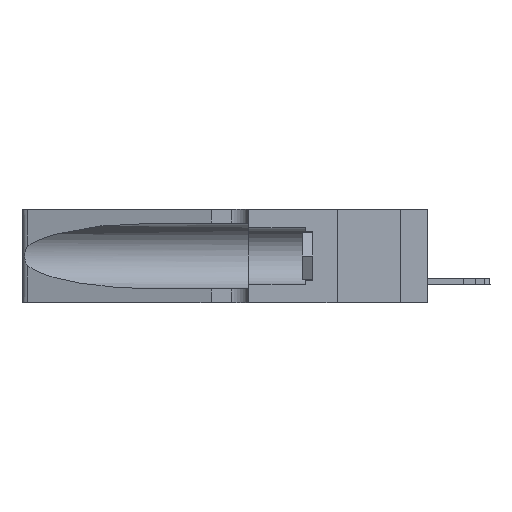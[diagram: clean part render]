
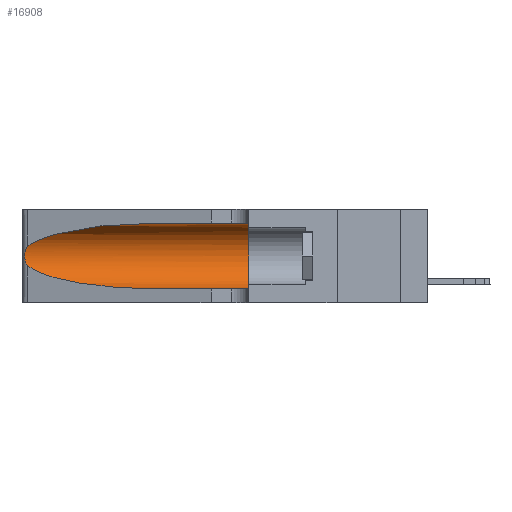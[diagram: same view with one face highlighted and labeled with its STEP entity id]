
A CAD part, left-side view. The second image highlights one B-rep face of the part: STEP entity #16908.
In plain terms, the highlighted cylindrical face has radius 3.308 mm (diameter 6.617 mm), a partial arc.
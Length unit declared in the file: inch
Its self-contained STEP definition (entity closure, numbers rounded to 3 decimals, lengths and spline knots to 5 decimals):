
#4 = DIRECTION ( 'NONE',  ( 0., -1., 0. ) ) ;
#214 = DIRECTION ( 'NONE',  ( 0., -1., 0. ) ) ;
#577 = CARTESIAN_POINT ( 'NONE',  ( 0.25487, 1.22718, 0.14631 ) ) ;
#919 = CARTESIAN_POINT ( 'NONE',  ( 0.26075, 1.23896, 0.19203 ) ) ;
#934 = CARTESIAN_POINT ( 'NONE',  ( 0.1305, 0.72297, 0.31525 ) ) ;
#990 = CARTESIAN_POINT ( 'NONE',  ( 0.26018, 1.23835, 0.19895 ) ) ;
#1492 = FACE_OUTER_BOUND ( 'NONE', #3520, .T. ) ;
#1727 = VERTEX_POINT ( 'NONE', #577 ) ;
#1787 = CARTESIAN_POINT ( 'NONE',  ( 0.25487, 1.22718, 0.14631 ) ) ;
#1859 = CARTESIAN_POINT ( 'NONE',  ( 0.2373, 1.15595, 0.08982 ) ) ;
#2205 = VERTEX_POINT ( 'NONE', #19356 ) ;
#2841 = VERTEX_POINT ( 'NONE', #17062 ) ;
#3428 = EDGE_CURVE ( 'NONE', #20542, #21483, #10700, .T. ) ;
#3520 = EDGE_LOOP ( 'NONE', ( #18422, #18690, #14793, #13402, #5679, #19365 ) ) ;
#3570 = CARTESIAN_POINT ( 'NONE',  ( 0.18966, 0.96281, 0.05475 ) ) ;
#5197 = CARTESIAN_POINT ( 'NONE',  ( 0.1305, 0.35, 0.31525 ) ) ;
#5303 = CARTESIAN_POINT ( 'NONE',  ( 0.1305, 0.72297, 0.05475 ) ) ;
#5509 = DIRECTION ( 'NONE',  ( 0., -1., 0. ) ) ;
#5679 = ORIENTED_EDGE ( 'NONE', *, *, #3428, .F. ) ;
#5983 = CARTESIAN_POINT ( 'NONE',  ( 0.25787, 1.23484, 0.2124 ) ) ;
#6483 = CARTESIAN_POINT ( 'NONE',  ( 0.25789, 1.23486, 0.15765 ) ) ;
#6648 = CARTESIAN_POINT ( 'NONE',  ( 0.1305, 1.61858, 0.05475 ) ) ;
#6895 = EDGE_CURVE ( 'NONE', #7746, #2205, #9387, .T. ) ;
#7003 = EDGE_CURVE ( 'NONE', #2841, #21483, #18257, .T. ) ;
#7093 = EDGE_CURVE ( 'NONE', #1727, #2841, #19600, .T. ) ;
#7412 = VECTOR ( 'NONE', #5509, 39.37008 ) ;
#7675 = LINE ( 'NONE', #19054, #7412 ) ;
#7705 = CARTESIAN_POINT ( 'NONE',  ( 0.25854, 1.2359, 0.20912 ) ) ;
#7746 = VERTEX_POINT ( 'NONE', #10143 ) ;
#8070 = CARTESIAN_POINT ( 'NONE',  ( 0.18966, 0.96281, 0.31525 ) ) ;
#8719 = CARTESIAN_POINT ( 'NONE',  ( 0.1305, 1.61858, 0.185 ) ) ;
#9387 =( BOUNDED_CURVE ( )  B_SPLINE_CURVE ( 3, ( #934, #8070, #18322, #13147 ),
 .UNSPECIFIED., .F., .F. ) 
 B_SPLINE_CURVE_WITH_KNOTS ( ( 4, 4 ),
 ( 1.5708, 2.84003 ),
 .UNSPECIFIED. ) 
 CURVE ( )  GEOMETRIC_REPRESENTATION_ITEM ( )  RATIONAL_B_SPLINE_CURVE ( ( 1., 0.87, 0.87, 1. ) ) 
 REPRESENTATION_ITEM ( '' )  );
#9500 = CARTESIAN_POINT ( 'NONE',  ( 0.25487, 1.22718, 0.22369 ) ) ;
#9565 = CARTESIAN_POINT ( 'NONE',  ( 0.26075, 1.23896, 0.178 ) ) ;
#9706 = CARTESIAN_POINT ( 'NONE',  ( 0.25555, 1.22994, 0.2215 ) ) ;
#9767 = VECTOR ( 'NONE', #4, 39.37008 ) ;
#9995 = CARTESIAN_POINT ( 'NONE',  ( 0.25555, 1.22993, 0.14849 ) ) ;
#10127 = CARTESIAN_POINT ( 'NONE',  ( 0.1305, 0.35, 0.05475 ) ) ;
#10143 = CARTESIAN_POINT ( 'NONE',  ( 0.1305, 0.72297, 0.31525 ) ) ;
#10700 = CIRCLE ( 'NONE', #17016, 0.13025 ) ;
#10858 = CYLINDRICAL_SURFACE ( 'NONE', #10944, 0.13025 ) ;
#10944 = AXIS2_PLACEMENT_3D ( 'NONE', #8719, #214, #17258 ) ;
#11478 = CARTESIAN_POINT ( 'NONE',  ( 0.26017, 1.23833, 0.17102 ) ) ;
#12338 = EDGE_CURVE ( 'NONE', #2205, #1727, #15903, .T. ) ;
#13147 = CARTESIAN_POINT ( 'NONE',  ( 0.25487, 1.22718, 0.22369 ) ) ;
#13203 = CARTESIAN_POINT ( 'NONE',  ( 0.25639, 1.23186, 0.15144 ) ) ;
#13402 = ORIENTED_EDGE ( 'NONE', *, *, #7003, .T. ) ;
#13829 = DIRECTION ( 'NONE',  ( 0., 1., 0. ) ) ;
#14793 = ORIENTED_EDGE ( 'NONE', *, *, #7093, .T. ) ;
#14836 = CARTESIAN_POINT ( 'NONE',  ( 0.25639, 1.23184, 0.21858 ) ) ;
#15458 = CARTESIAN_POINT ( 'NONE',  ( 0.1305, 0.35, 0.185 ) ) ;
#15903 = B_SPLINE_CURVE_WITH_KNOTS ( 'NONE', 3,
 ( #9500, #9706, #14836, #5983, #7705, #990, #919, #9565, #11478, #20103, #6483, #13203, #9995, #18383 ),
 .UNSPECIFIED., .F., .F.,
 ( 4, 2, 2, 2, 2, 2, 4 ),
 ( 0., 0.00027, 0.00053, 0.00107, 0.0016, 0.00187, 0.00214 ),
 .UNSPECIFIED. ) ;
#16908 = ADVANCED_FACE ( 'NONE', ( #1492 ), #10858, .F. ) ;
#17016 = AXIS2_PLACEMENT_3D ( 'NONE', #15458, #13829, #19049 ) ;
#17062 = CARTESIAN_POINT ( 'NONE',  ( 0.1305, 0.72297, 0.05475 ) ) ;
#17258 = DIRECTION ( 'NONE',  ( 0., 0., -1. ) ) ;
#18257 = LINE ( 'NONE', #6648, #9767 ) ;
#18322 = CARTESIAN_POINT ( 'NONE',  ( 0.2373, 1.15595, 0.28018 ) ) ;
#18383 = CARTESIAN_POINT ( 'NONE',  ( 0.25487, 1.22718, 0.14631 ) ) ;
#18422 = ORIENTED_EDGE ( 'NONE', *, *, #6895, .T. ) ;
#18690 = ORIENTED_EDGE ( 'NONE', *, *, #12338, .T. ) ;
#19049 = DIRECTION ( 'NONE',  ( 0., 0., 1. ) ) ;
#19054 = CARTESIAN_POINT ( 'NONE',  ( 0.1305, 1.61858, 0.31525 ) ) ;
#19356 = CARTESIAN_POINT ( 'NONE',  ( 0.25487, 1.22718, 0.22369 ) ) ;
#19365 = ORIENTED_EDGE ( 'NONE', *, *, #20835, .F. ) ;
#19600 =( BOUNDED_CURVE ( )  B_SPLINE_CURVE ( 3, ( #1787, #1859, #3570, #5303 ),
 .UNSPECIFIED., .F., .F. ) 
 B_SPLINE_CURVE_WITH_KNOTS ( ( 4, 4 ),
 ( 3.44316, 4.71239 ),
 .UNSPECIFIED. ) 
 CURVE ( )  GEOMETRIC_REPRESENTATION_ITEM ( )  RATIONAL_B_SPLINE_CURVE ( ( 1., 0.87, 0.87, 1. ) ) 
 REPRESENTATION_ITEM ( '' )  );
#20103 = CARTESIAN_POINT ( 'NONE',  ( 0.25856, 1.23593, 0.16098 ) ) ;
#20542 = VERTEX_POINT ( 'NONE', #5197 ) ;
#20835 = EDGE_CURVE ( 'NONE', #7746, #20542, #7675, .T. ) ;
#21483 = VERTEX_POINT ( 'NONE', #10127 ) ;
